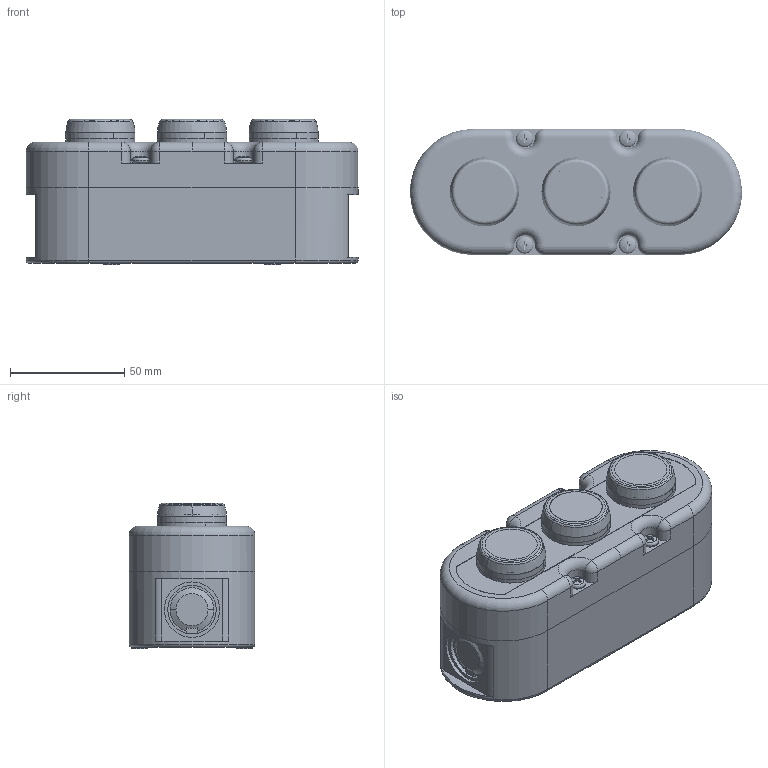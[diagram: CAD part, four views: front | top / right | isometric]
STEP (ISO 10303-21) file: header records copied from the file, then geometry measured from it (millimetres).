
FILE_DESCRIPTION((''),'2;1');
FILE_NAME('004771443_ESE2_V5_ASM','2023-10-09T09:52:02',('klemen.sitar'),('Audax d.o.o.'),'CREO PARAMETRIC BY PTC INC, 2021304','CREO PARAMETRIC BY PTC INC, 2021304','');
FILE_SCHEMA(('AP242_MANAGED_MODEL_BASED_3D_ENGINEERING_MIM_LF { 1 0 10303 442 1 1 4 }'));
Length unit declared in the file: millimetre
Products named in the file (29): TOP_COVER_SINGLE_STATION_FINA_2; PRT0003_1; SELF_TAPPING_SCREW_M4_5_1_1_1; HB122002_LOCKING_NUT_1; MUSHROOM_HEAD_PUSH_TURN_1; HB192003_COLLAR_1; HB152008_SEALING_RING_1; PRT0002_1; EMNRMH1_GENX_MUSHROOM_HEAD_PT_M_ASM; SELF_TAPPING_SCREW_M4_5_1_1_1_1; SINGLE_STATION_STOP__004771447__ASM; ASM0001_ASM; HB122002_LOCKING_NUT_1_1; MUSHROOM_HEAD_PUSH_TURN_1_1; HB192003_COLLAR_1_1; HB152008_SEALING_RING_1_1; PRT0002_1_1; EMNRMH1_GENX_MUSHROOM_HEAD_PT_1_ASM; HB400035_COMPRESSION_SPRING_1; HB122002_LOCKING_NUT_1_1_2; MUSHROOM_HEAD_PUSH_TURN_1_1_2; HB111007_LENS_HOLDER_FOR_MUSHHE; HB192003_COLLAR_1_1_2; HB153005_GROMMET_NEW_MUSHROOM_H; HB152008_SEALING_RING_1_1_2; EMNRMH1_GENX_MUSHROOM_HEAD_PT_4_ASM; SINGLE_STATION_STOP__00477144_2_ASM; 004771470_ECF_11_R_ASM; 004771443_ESE2_V5_ASM
Assembly tree (30 placements, depth 5):
  004771443_ESE2_V5_ASM
    SINGLE_STATION_STOP__004771447__ASM
      TOP_COVER_SINGLE_STATION_FINA_2
      PRT0003_1
      SELF_TAPPING_SCREW_M4_5_1_1_1  x2
      EMNRMH1_GENX_MUSHROOM_HEAD_PT_M_ASM
        HB122002_LOCKING_NUT_1
        MUSHROOM_HEAD_PUSH_TURN_1
        HB192003_COLLAR_1
        HB152008_SEALING_RING_1
        PRT0002_1
      SELF_TAPPING_SCREW_M4_5_1_1_1_1  x2
    ASM0001_ASM
    EMNRMH1_GENX_MUSHROOM_HEAD_PT_1_ASM
      HB122002_LOCKING_NUT_1_1
      MUSHROOM_HEAD_PUSH_TURN_1_1
      HB192003_COLLAR_1_1
      HB152008_SEALING_RING_1_1
      PRT0002_1_1
    004771470_ECF_11_R_ASM
      SINGLE_STATION_STOP__00477144_2_ASM
        EMNRMH1_GENX_MUSHROOM_HEAD_PT_4_ASM
          HB400035_COMPRESSION_SPRING_1
          HB122002_LOCKING_NUT_1_1_2
          MUSHROOM_HEAD_PUSH_TURN_1_1_2
          HB111007_LENS_HOLDER_FOR_MUSHHE
          HB192003_COLLAR_1_1_2
          HB153005_GROMMET_NEW_MUSHROOM_H
          HB152008_SEALING_RING_1_1_2
Bounding box: 145 x 55 x 63.4 mm (x, y, z)
Volume: 222421.7 mm3; surface area: 111249 mm2
Topology: 23 solids, 23 shells, 2888 faces, 7910 edges, 5214 vertices
Faces by surface type: plane 1651, cylinder 711, bspline 307, cone 118, torus 73, sphere 16, extrusion 12
Entity records: 179947 total; most frequent: CARTESIAN_POINT 90447, ORIENTED_EDGE 15156, DIRECTION 10823, EDGE_CURVE 7578, PRESENTATION_STYLE_ASSIGNMENT 5262, STYLED_ITEM 5262, VERTEX_POINT 5018, CURVE_STYLE 3863
